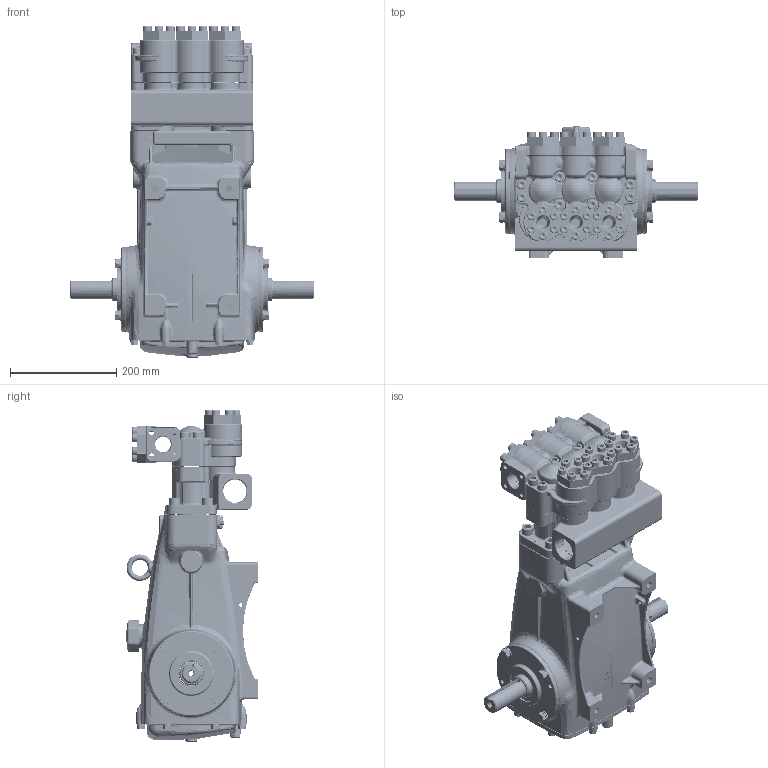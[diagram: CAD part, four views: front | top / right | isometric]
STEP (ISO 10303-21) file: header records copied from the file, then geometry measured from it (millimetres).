
FILE_DESCRIPTION (( 'STEP AP203' ), '1' );
FILE_NAME ('3517C.STEP', '2020-01-30T12:44:41', ( '' ), ( '' ), 'SwSTEP 2.0', 'SolidWorks 2019', '' );
FILE_SCHEMA (( 'CONFIG_CONTROL_DESIGN' ));
Products named in the file (1): 3517C
Bounding box: 460 x 247.5 x 624.89 mm (x, y, z)
Surface area: 944873.7 mm2 (no closed solid volume)
Topology: 0 solids, 132 shells, 3470 faces, 11594 edges, 7756 vertices
Faces by surface type: plane 1099, cylinder 816, bspline 690, cone 473, torus 336, sphere 56
Entity records: 169175 total; most frequent: CARTESIAN_POINT 76439, DIRECTION 18578, ORIENTED_EDGE 18343, EDGE_CURVE 11429, VERTEX_POINT 7752, AXIS2_PLACEMENT_3D 7416, CIRCLE 4635, EDGE_LOOP 3915
